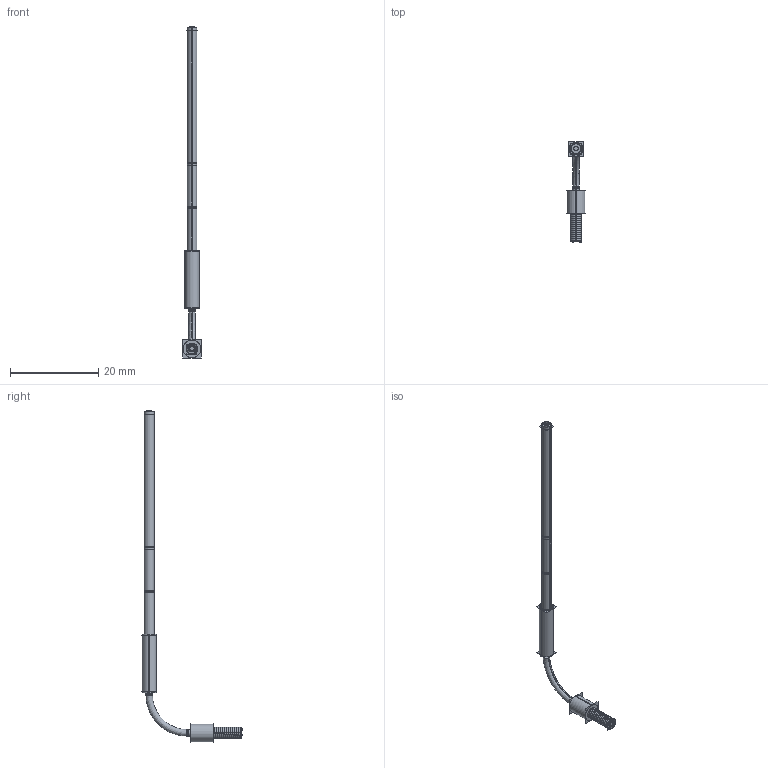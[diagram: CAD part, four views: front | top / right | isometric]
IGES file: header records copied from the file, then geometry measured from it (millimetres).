
Start section:  PTC IGES file: 194008.igs
Global section: file name: 194008.igs; native system: Creo Parametric by Parametric Technology Corporation; preprocessor: 2013230; author: PDMAdmin; organization: Unknown; date: 20160401.082721; units: millimetre
Bounding box: 4.15 x 22.69 x 75.11 mm (x, y, z)
Volume: 305.3 mm3; surface area: 6692.1 mm2
Topology: 5 solids, 6 shells, 196 faces, 1008 edges, 1310 vertices
Faces by surface type: revolution 144, bspline 52
